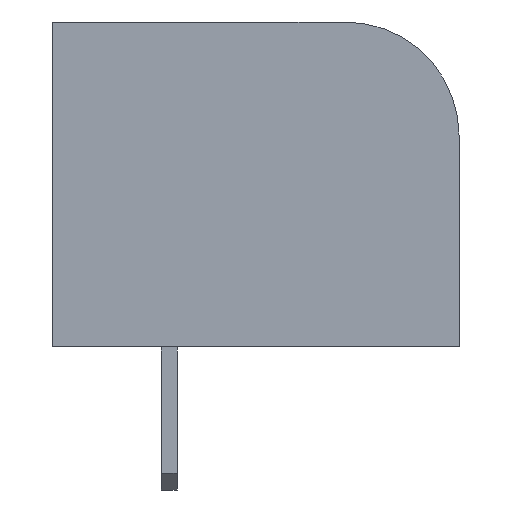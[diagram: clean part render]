
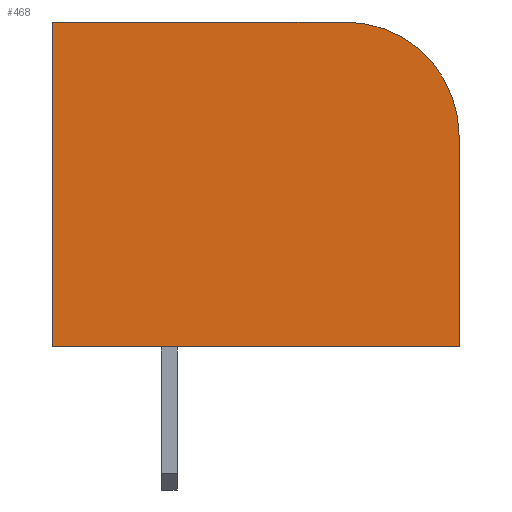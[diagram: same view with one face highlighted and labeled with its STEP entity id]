
A CAD part, left-side view. The second image highlights one B-rep face of the part: STEP entity #468.
In plain terms, the highlighted planar face has unit normal (-1, 0, 0).
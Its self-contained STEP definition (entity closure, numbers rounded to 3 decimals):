
#13=DIRECTION('',(0.,0.,1.));
#21=EDGE_CURVE('',#22,#24,#26,.T.);
#22=VERTEX_POINT('',#23);
#23=CARTESIAN_POINT('',(-5.5,-12.7,0.));
#24=VERTEX_POINT('',#25);
#25=CARTESIAN_POINT('',(-5.5,-12.7,9.2));
#26=LINE('',#23,#27);
#27=VECTOR('',#13,1.);
#34=DIRECTION('',(1.,0.,0.));
#468=ADVANCED_FACE('',(#469),#495,.F.);
#469=FACE_BOUND('',#470,.F.);
#470=EDGE_LOOP('',(#471,#472,#479,#484,#489));
#471=ORIENTED_EDGE('',*,*,#21,.F.);
#472=ORIENTED_EDGE('',*,*,#473,.F.);
#473=EDGE_CURVE('',#474,#22,#476,.T.);
#474=VERTEX_POINT('',#475);
#475=CARTESIAN_POINT('',(-5.5,5.1,0.));
#476=LINE('',#475,#477);
#477=VECTOR('',#478,1.);
#478=DIRECTION('',(0.,-1.,0.));
#479=ORIENTED_EDGE('',*,*,#480,.T.);
#480=EDGE_CURVE('',#474,#481,#483,.T.);
#481=VERTEX_POINT('',#482);
#482=CARTESIAN_POINT('',(-5.5,5.1,14.2));
#483=LINE('',#475,#27);
#484=ORIENTED_EDGE('',*,*,#485,.T.);
#485=EDGE_CURVE('',#481,#486,#488,.T.);
#486=VERTEX_POINT('',#487);
#487=CARTESIAN_POINT('',(-5.5,-7.7,14.2));
#488=LINE('',#482,#477);
#489=ORIENTED_EDGE('',*,*,#490,.F.);
#490=EDGE_CURVE('',#24,#486,#491,.T.);
#491=CIRCLE('',#492,5.);
#492=AXIS2_PLACEMENT_3D('',#493,#494,#13);
#493=CARTESIAN_POINT('',(-5.5,-7.7,9.2));
#494=DIRECTION('',(-1.,0.,0.));
#495=PLANE('',#496);
#496=AXIS2_PLACEMENT_3D('',#475,#34,#478);
